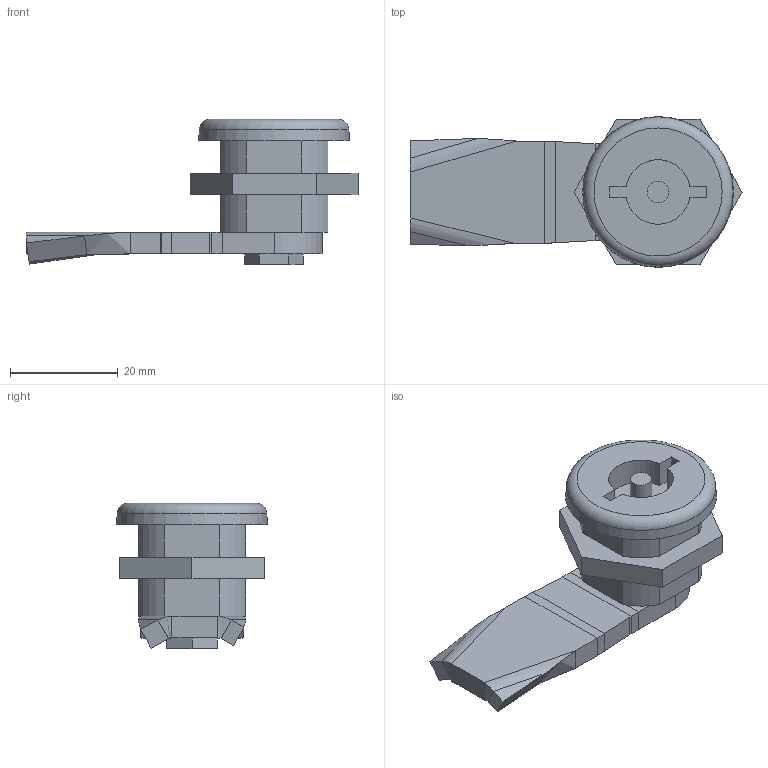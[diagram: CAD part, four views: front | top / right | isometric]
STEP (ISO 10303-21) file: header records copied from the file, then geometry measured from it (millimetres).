
FILE_DESCRIPTION (( 'STEP AP203' ), '1' );
FILE_NAME ('YZK20-00 Çàìîê-çàùåëêà äëÿ ìåòàëëè÷åñêîãî áîêñà ñ ïëàñòìàññîâûì êëþ÷îì (22-1746).STEP', '2016-09-13T13:16:22', ( '' ), ( '' ), 'SwSTEP 2.0', 'SolidWorks 2014', '' );
FILE_SCHEMA (( 'CONFIG_CONTROL_DESIGN' ));
Length unit declared in the file: millimetre
Products named in the file (1): YZK20-00 Çàìîê-çàùåëêà äëÿ ìåòàëëè÷åñêîãî áîêñà ñ ïëàñòìàññîâûì êëþ÷îì (22-1746)
Bounding box: 61.66 x 28 x 27 mm (x, y, z)
Volume: 12961.3 mm3; surface area: 6250.5 mm2
Topology: 2 solids, 2 shells, 91 faces, 208 edges, 128 vertices
Faces by surface type: plane 68, cylinder 17, bspline 4, cone 1, torus 1
Full cylindrical faces by diameter (mm): 4 x1, 6 x1
Entity records: 2567 total; most frequent: CARTESIAN_POINT 496, ORIENTED_EDGE 406, DIRECTION 390, EDGE_CURVE 203, LINE 156, VECTOR 156, VERTEX_POINT 127, AXIS2_PLACEMENT_3D 117
